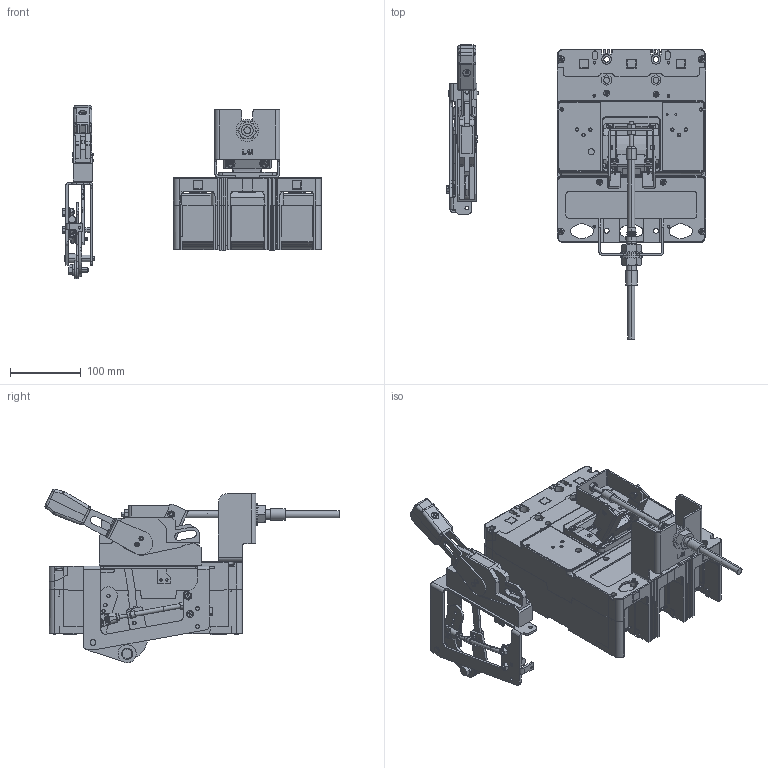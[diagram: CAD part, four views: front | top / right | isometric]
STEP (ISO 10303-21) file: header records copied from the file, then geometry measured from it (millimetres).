
FILE_DESCRIPTION (( 'STEP AP203' ), '1' );
FILE_NAME ('F4S04HP.step', '2021-02-09T16:43:12', ( '' ), ( '' ), 'SwSTEP 2.0', 'SolidWorks 2019', '' );
FILE_SCHEMA (( 'CONFIG_CONTROL_DESIGN' ));
Length unit declared in the file: inch
Products named in the file (3): F4S04HP_HANDLE; F4S04HP_BREAKER; F4S04HP
Assembly tree (2 placements, depth 2):
  F4S04HP
    F4S04HP_HANDLE
    F4S04HP_BREAKER
Bounding box: 365.94 x 415.46 x 245.14 mm (x, y, z)
Volume: 3922106.2 mm3; surface area: 767244.7 mm2
Topology: 97 solids, 102 shells, 5868 faces, 15633 edges, 10151 vertices
Faces by surface type: plane 4033, cylinder 1439, bspline 193, cone 189, torus 14
Entity records: 196874 total; most frequent: CARTESIAN_POINT 51270, ORIENTED_EDGE 31136, DIRECTION 28502, EDGE_CURVE 15568, VECTOR 11410, LINE 11410, VERTEX_POINT 10151, AXIS2_PLACEMENT_3D 8546
